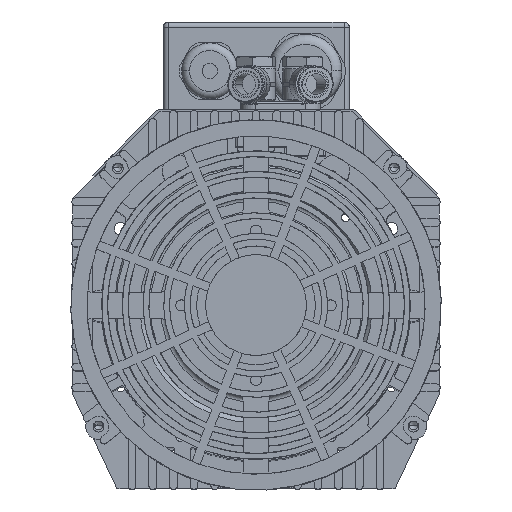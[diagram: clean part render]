
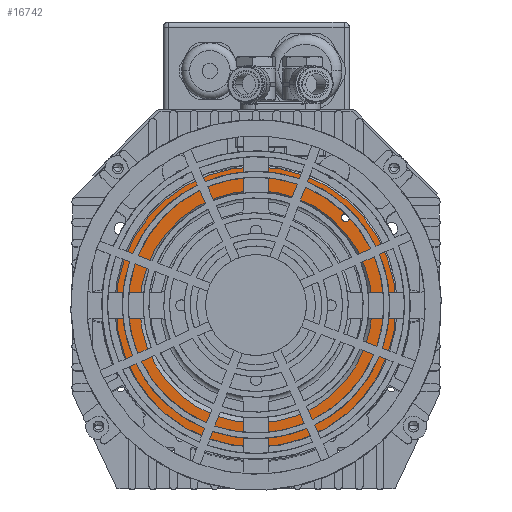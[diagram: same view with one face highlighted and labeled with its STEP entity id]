
A CAD part, top view. The second image highlights one B-rep face of the part: STEP entity #16742.
In plain terms, the highlighted face is planar.
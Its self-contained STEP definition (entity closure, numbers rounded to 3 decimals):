
#1376 = CARTESIAN_POINT ( 'NONE',  ( -45., 0., 0. ) ) ;
#1488 = DIRECTION ( 'NONE',  ( 1., 0., 0. ) ) ;
#1608 = FACE_BOUND ( 'NONE', #43239, .T. ) ;
#5136 = VERTEX_POINT ( 'NONE', #51857 ) ;
#7536 = CIRCLE ( 'NONE', #42033, 45. ) ;
#10559 = VERTEX_POINT ( 'NONE', #1376 ) ;
#11113 = ORIENTED_EDGE ( 'NONE', *, *, #59975, .F. ) ;
#11743 = EDGE_LOOP ( 'NONE', ( #18789, #43193 ) ) ;
#13025 = CARTESIAN_POINT ( 'NONE',  ( 54.25, 0., 0. ) ) ;
#14450 = EDGE_CURVE ( 'NONE', #57796, #63870, #40390, .T. ) ;
#14689 = DIRECTION ( 'NONE',  ( 0., 0., -1. ) ) ;
#15995 = DIRECTION ( 'NONE',  ( -1., 0., 0. ) ) ;
#16057 = FACE_OUTER_BOUND ( 'NONE', #42522, .T. ) ;
#16374 = ORIENTED_EDGE ( 'NONE', *, *, #29424, .F. ) ;
#16742 = ADVANCED_FACE ( 'NONE', ( #66980, #16057, #1608 ), #18734, .F. ) ;
#16875 = DIRECTION ( 'NONE',  ( -1., 0., 0. ) ) ;
#17477 = DIRECTION ( 'NONE',  ( -1., 0., 0. ) ) ;
#17976 = CARTESIAN_POINT ( 'NONE',  ( 0., 0., 0. ) ) ;
#18734 = PLANE ( 'NONE',  #33731 ) ;
#18789 = ORIENTED_EDGE ( 'NONE', *, *, #14450, .F. ) ;
#19313 = AXIS2_PLACEMENT_3D ( 'NONE', #40797, #52653, #40550 ) ;
#19915 = CIRCLE ( 'NONE', #58496, 45. ) ;
#21714 = VERTEX_POINT ( 'NONE', #13025 ) ;
#23464 = CIRCLE ( 'NONE', #32922, 54.25 ) ;
#24685 = CARTESIAN_POINT ( 'NONE',  ( -54.25, 0., 0. ) ) ;
#28825 = CARTESIAN_POINT ( 'NONE',  ( -34.648, 34.648, 0. ) ) ;
#29424 = EDGE_CURVE ( 'NONE', #10559, #5136, #7536, .T. ) ;
#30592 = CARTESIAN_POINT ( 'NONE',  ( 0., 0., 0. ) ) ;
#32723 = EDGE_CURVE ( 'NONE', #34669, #21714, #39595, .T. ) ;
#32922 = AXIS2_PLACEMENT_3D ( 'NONE', #30592, #61584, #36438 ) ;
#33731 = AXIS2_PLACEMENT_3D ( 'NONE', #17976, #36254, #1488 ) ;
#34669 = VERTEX_POINT ( 'NONE', #24685 ) ;
#36254 = DIRECTION ( 'NONE',  ( 0., 0., 1. ) ) ;
#36438 = DIRECTION ( 'NONE',  ( 1., 0., 0. ) ) ;
#38386 = DIRECTION ( 'NONE',  ( -1., 0., 0. ) ) ;
#39595 = CIRCLE ( 'NONE', #19313, 54.25 ) ;
#40029 = DIRECTION ( 'NONE',  ( 0., 0., -1. ) ) ;
#40390 = CIRCLE ( 'NONE', #58843, 1.65 ) ;
#40550 = DIRECTION ( 'NONE',  ( 1., 0., 0. ) ) ;
#40797 = CARTESIAN_POINT ( 'NONE',  ( 0., 0., 0. ) ) ;
#42033 = AXIS2_PLACEMENT_3D ( 'NONE', #43663, #14689, #15995 ) ;
#42522 = EDGE_LOOP ( 'NONE', ( #74578, #47744 ) ) ;
#43193 = ORIENTED_EDGE ( 'NONE', *, *, #64658, .F. ) ;
#43239 = EDGE_LOOP ( 'NONE', ( #16374, #11113 ) ) ;
#43663 = CARTESIAN_POINT ( 'NONE',  ( 0., 0., 0. ) ) ;
#44718 = AXIS2_PLACEMENT_3D ( 'NONE', #28825, #40029, #16875 ) ;
#46176 = CARTESIAN_POINT ( 'NONE',  ( 0., 0., 0. ) ) ;
#46701 = CARTESIAN_POINT ( 'NONE',  ( -36.298, 34.648, 0. ) ) ;
#47744 = ORIENTED_EDGE ( 'NONE', *, *, #32723, .T. ) ;
#51857 = CARTESIAN_POINT ( 'NONE',  ( 45., 0., 0. ) ) ;
#51993 = DIRECTION ( 'NONE',  ( 0., 0., -1. ) ) ;
#52139 = CIRCLE ( 'NONE', #44718, 1.65 ) ;
#52653 = DIRECTION ( 'NONE',  ( 0., 0., -1. ) ) ;
#57796 = VERTEX_POINT ( 'NONE', #46701 ) ;
#58496 = AXIS2_PLACEMENT_3D ( 'NONE', #46176, #51993, #17477 ) ;
#58843 = AXIS2_PLACEMENT_3D ( 'NONE', #73116, #68018, #38386 ) ;
#59975 = EDGE_CURVE ( 'NONE', #5136, #10559, #19915, .T. ) ;
#61584 = DIRECTION ( 'NONE',  ( 0., 0., -1. ) ) ;
#63870 = VERTEX_POINT ( 'NONE', #66486 ) ;
#64658 = EDGE_CURVE ( 'NONE', #63870, #57796, #52139, .T. ) ;
#66486 = CARTESIAN_POINT ( 'NONE',  ( -32.998, 34.648, 0. ) ) ;
#66980 = FACE_BOUND ( 'NONE', #11743, .T. ) ;
#68018 = DIRECTION ( 'NONE',  ( 0., 0., -1. ) ) ;
#70921 = EDGE_CURVE ( 'NONE', #21714, #34669, #23464, .T. ) ;
#73116 = CARTESIAN_POINT ( 'NONE',  ( -34.648, 34.648, 0. ) ) ;
#74578 = ORIENTED_EDGE ( 'NONE', *, *, #70921, .T. ) ;
